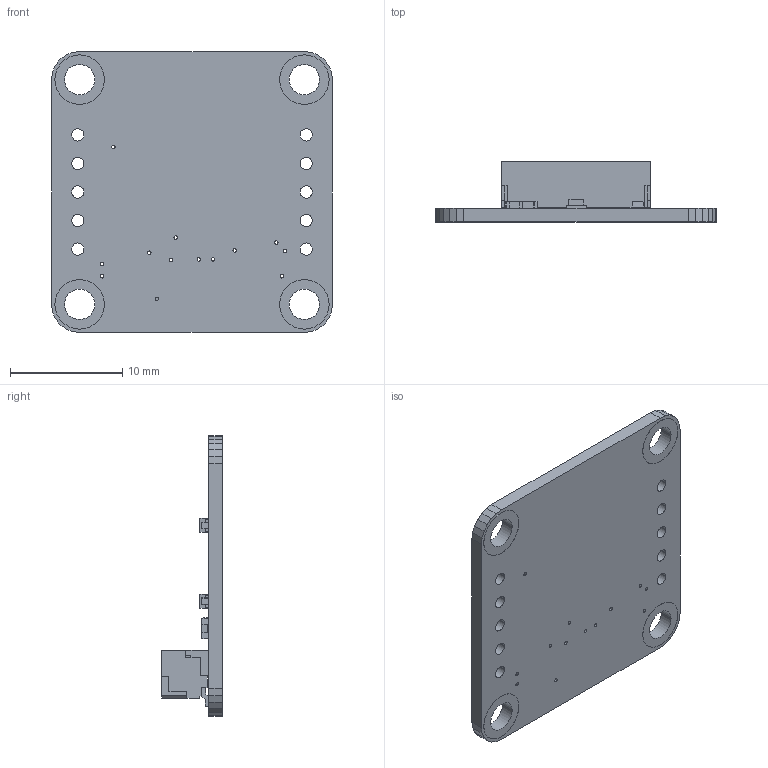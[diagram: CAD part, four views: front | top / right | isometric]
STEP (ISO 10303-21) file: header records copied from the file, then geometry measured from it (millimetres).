
FILE_DESCRIPTION (( 'STEP AP214' ), '1' );
FILE_NAME ('NSE-1146-2.step', '2020-11-24T23:01:02', ( '' ), ( '' ), 'SwSTEP 2.0', 'SolidWorks 2016', '' );
FILE_SCHEMA (( 'AUTOMOTIVE_DESIGN' ));
Length unit declared in the file: millimetre
Products named in the file (7): Assem6^NSE-1146-2; NSE-1146-2; res_0603; sot666; LED_0805; CON-1012-8; Board_NSE-1146-2
Assembly tree (10 placements, depth 3):
  NSE-1146-2
    Assem6^NSE-1146-2
      Board_NSE-1146-2
      LED_0805  x2
      CON-1012-8
      sot666
      res_0603  x4
Bounding box: 25 x 5.41 x 25 mm (x, y, z)
Volume: 839.4 mm3; surface area: 1937 mm2
Topology: 19 solids, 19 shells, 719 faces, 1940 edges, 1276 vertices
Faces by surface type: plane 633, cylinder 86
Entity records: 21772 total; most frequent: CARTESIAN_POINT 3107, ORIENTED_EDGE 3042, DIRECTION 2803, EDGE_CURVE 1521, LINE 1367, VECTOR 1367, VERTEX_POINT 1006, AXIS2_PLACEMENT_3D 718
